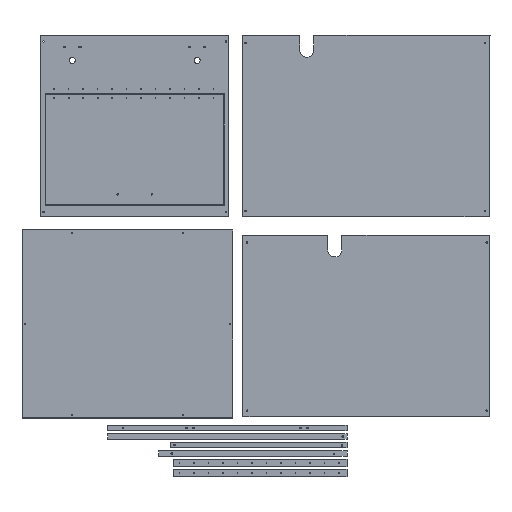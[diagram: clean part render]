
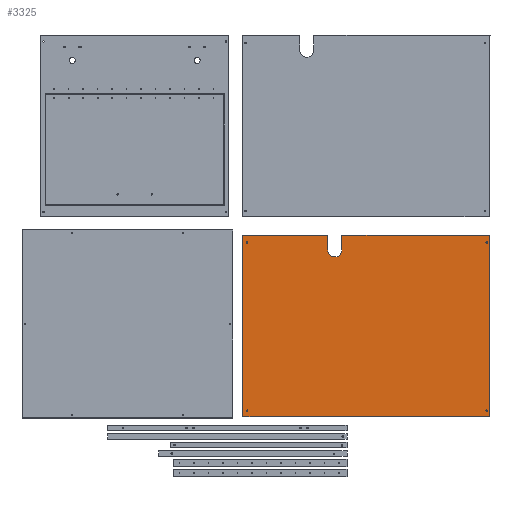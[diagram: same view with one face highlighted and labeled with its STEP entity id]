
A CAD part, top view. The second image highlights one B-rep face of the part: STEP entity #3325.
In plain terms, the highlighted planar face has unit normal (0, 0, 1).
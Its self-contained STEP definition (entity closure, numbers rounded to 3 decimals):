
#201=FACE_BOUND('',#752,.T.);
#202=FACE_BOUND('',#753,.T.);
#203=FACE_BOUND('',#754,.T.);
#204=FACE_BOUND('',#755,.T.);
#304=PLANE('',#3765);
#469=FACE_OUTER_BOUND('',#751,.T.);
#751=EDGE_LOOP('',(#2909,#2910,#2911,#2912,#2913,#2914,#2915,#2916,#2917,
#2918));
#752=EDGE_LOOP('',(#2919));
#753=EDGE_LOOP('',(#2920));
#754=EDGE_LOOP('',(#2921));
#755=EDGE_LOOP('',(#2922));
#1001=LINE('',#5496,#1277);
#1004=LINE('',#5502,#1280);
#1007=LINE('',#5508,#1283);
#1010=LINE('',#5514,#1286);
#1013=LINE('',#5520,#1289);
#1016=LINE('',#5526,#1292);
#1019=LINE('',#5532,#1295);
#1022=LINE('',#5538,#1298);
#1025=LINE('',#5544,#1301);
#1277=VECTOR('',#4570,10.);
#1280=VECTOR('',#4575,10.);
#1283=VECTOR('',#4580,10.);
#1286=VECTOR('',#4585,10.);
#1289=VECTOR('',#4590,10.);
#1292=VECTOR('',#4595,10.);
#1295=VECTOR('',#4600,10.);
#1298=VECTOR('',#4605,10.);
#1301=VECTOR('',#4610,10.);
#1489=CIRCLE('',#3742,2.6);
#1491=CIRCLE('',#3745,2.6);
#1493=CIRCLE('',#3748,2.6);
#1495=CIRCLE('',#3751,2.6);
#1498=CIRCLE('',#3764,25.);
#1725=VERTEX_POINT('',#5466);
#1727=VERTEX_POINT('',#5472);
#1729=VERTEX_POINT('',#5478);
#1731=VERTEX_POINT('',#5484);
#1735=VERTEX_POINT('',#5493);
#1736=VERTEX_POINT('',#5495);
#1738=VERTEX_POINT('',#5501);
#1740=VERTEX_POINT('',#5507);
#1742=VERTEX_POINT('',#5513);
#1744=VERTEX_POINT('',#5519);
#1746=VERTEX_POINT('',#5525);
#1748=VERTEX_POINT('',#5531);
#1750=VERTEX_POINT('',#5537);
#1752=VERTEX_POINT('',#5543);
#2115=EDGE_CURVE('',#1725,#1725,#1489,.T.);
#2118=EDGE_CURVE('',#1727,#1727,#1491,.T.);
#2121=EDGE_CURVE('',#1729,#1729,#1493,.T.);
#2124=EDGE_CURVE('',#1731,#1731,#1495,.T.);
#2129=EDGE_CURVE('',#1736,#1735,#1001,.T.);
#2132=EDGE_CURVE('',#1738,#1736,#1004,.T.);
#2135=EDGE_CURVE('',#1740,#1738,#1007,.T.);
#2138=EDGE_CURVE('',#1742,#1740,#1010,.T.);
#2141=EDGE_CURVE('',#1744,#1742,#1013,.T.);
#2144=EDGE_CURVE('',#1746,#1744,#1016,.T.);
#2147=EDGE_CURVE('',#1748,#1746,#1019,.T.);
#2150=EDGE_CURVE('',#1750,#1748,#1022,.T.);
#2153=EDGE_CURVE('',#1752,#1750,#1025,.T.);
#2156=EDGE_CURVE('',#1735,#1752,#1498,.T.);
#2909=ORIENTED_EDGE('',*,*,#2156,.T.);
#2910=ORIENTED_EDGE('',*,*,#2153,.T.);
#2911=ORIENTED_EDGE('',*,*,#2150,.T.);
#2912=ORIENTED_EDGE('',*,*,#2147,.T.);
#2913=ORIENTED_EDGE('',*,*,#2144,.T.);
#2914=ORIENTED_EDGE('',*,*,#2141,.T.);
#2915=ORIENTED_EDGE('',*,*,#2138,.T.);
#2916=ORIENTED_EDGE('',*,*,#2135,.T.);
#2917=ORIENTED_EDGE('',*,*,#2132,.T.);
#2918=ORIENTED_EDGE('',*,*,#2129,.T.);
#2919=ORIENTED_EDGE('',*,*,#2124,.T.);
#2920=ORIENTED_EDGE('',*,*,#2121,.T.);
#2921=ORIENTED_EDGE('',*,*,#2118,.T.);
#2922=ORIENTED_EDGE('',*,*,#2115,.T.);
#3325=ADVANCED_FACE('',(#469,#201,#202,#203,#204),#304,.T.);
#3742=AXIS2_PLACEMENT_3D('',#5467,#4540,#4541);
#3745=AXIS2_PLACEMENT_3D('',#5473,#4547,#4548);
#3748=AXIS2_PLACEMENT_3D('',#5479,#4554,#4555);
#3751=AXIS2_PLACEMENT_3D('',#5485,#4561,#4562);
#3764=AXIS2_PLACEMENT_3D('',#5548,#4616,#4617);
#3765=AXIS2_PLACEMENT_3D('',#5549,#4618,#4619);
#4540=DIRECTION('center_axis',(0.,0.,-1.));
#4541=DIRECTION('ref_axis',(0.,1.,0.));
#4547=DIRECTION('center_axis',(0.,0.,-1.));
#4548=DIRECTION('ref_axis',(0.,1.,0.));
#4554=DIRECTION('center_axis',(0.,0.,-1.));
#4555=DIRECTION('ref_axis',(0.,1.,0.));
#4561=DIRECTION('center_axis',(0.,0.,-1.));
#4562=DIRECTION('ref_axis',(0.,1.,0.));
#4570=DIRECTION('',(0.,-1.,0.));
#4575=DIRECTION('',(-1.,0.,0.));
#4580=DIRECTION('',(0.,1.,0.));
#4585=DIRECTION('',(1.,0.,0.));
#4590=DIRECTION('',(1.,0.,0.));
#4595=DIRECTION('',(0.,-1.,0.));
#4600=DIRECTION('',(-1.,0.,0.));
#4605=DIRECTION('',(-1.,0.,0.));
#4610=DIRECTION('',(0.,1.,0.));
#4616=DIRECTION('center_axis',(0.,0.,-1.));
#4617=DIRECTION('ref_axis',(-1.,0.,0.));
#4618=DIRECTION('center_axis',(0.,0.,1.));
#4619=DIRECTION('ref_axis',(0.,1.,0.));
#5466=CARTESIAN_POINT('',(-78.151,562.339,-176.03));
#5467=CARTESIAN_POINT('Origin',(-78.151,564.939,-176.03));
#5472=CARTESIAN_POINT('',(-78.151,-27.6,-176.03));
#5473=CARTESIAN_POINT('Origin',(-78.151,-25.,-176.03));
#5478=CARTESIAN_POINT('',(761.849,562.339,-176.03));
#5479=CARTESIAN_POINT('Origin',(761.849,564.939,-176.03));
#5484=CARTESIAN_POINT('',(761.849,-27.6,-176.03));
#5485=CARTESIAN_POINT('Origin',(761.849,-25.,-176.03));
#5493=CARTESIAN_POINT('',(253.909,539.11,-176.03));
#5495=CARTESIAN_POINT('',(253.909,591.11,-176.03));
#5496=CARTESIAN_POINT('',(253.909,539.11,-176.03));
#5501=CARTESIAN_POINT('',(771.849,591.11,-176.03));
#5502=CARTESIAN_POINT('',(771.849,591.11,-176.03));
#5507=CARTESIAN_POINT('',(771.849,-45.593,-176.03));
#5508=CARTESIAN_POINT('',(771.849,-45.593,-176.03));
#5513=CARTESIAN_POINT('',(-68.151,-45.593,-176.03));
#5514=CARTESIAN_POINT('',(-68.151,-45.593,-176.03));
#5519=CARTESIAN_POINT('',(-96.091,-45.593,-176.03));
#5520=CARTESIAN_POINT('',(-96.091,-45.593,-176.03));
#5525=CARTESIAN_POINT('',(-96.091,591.11,-176.03));
#5526=CARTESIAN_POINT('',(-96.091,591.11,-176.03));
#5531=CARTESIAN_POINT('',(-88.151,591.11,-176.03));
#5532=CARTESIAN_POINT('',(-96.091,591.11,-176.03));
#5537=CARTESIAN_POINT('',(203.909,591.11,-176.03));
#5538=CARTESIAN_POINT('',(651.849,591.11,-176.03));
#5543=CARTESIAN_POINT('',(203.909,539.11,-176.03));
#5544=CARTESIAN_POINT('',(203.909,539.11,-176.03));
#5548=CARTESIAN_POINT('Origin',(228.909,539.11,-176.03));
#5549=CARTESIAN_POINT('Origin',(337.879,272.759,-176.03));
